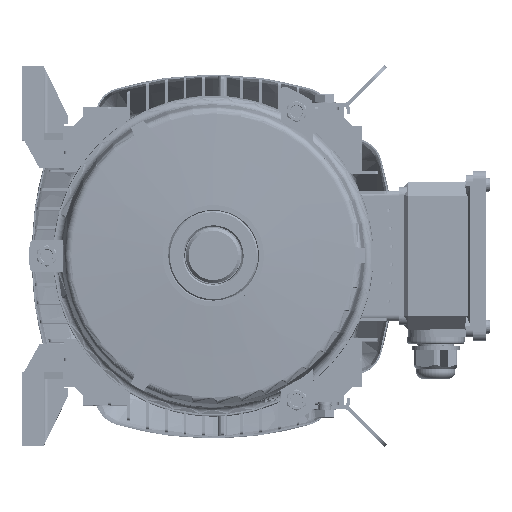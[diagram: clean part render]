
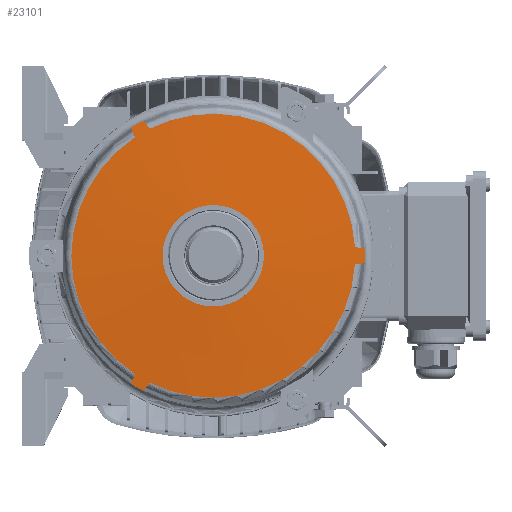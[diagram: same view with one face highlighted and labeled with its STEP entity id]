
A CAD part, top view. The second image highlights one B-rep face of the part: STEP entity #23101.
In plain terms, the highlighted conical face has half-angle 87 degrees and reference radius 35 mm.
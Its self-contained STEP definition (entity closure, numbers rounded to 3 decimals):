
#21227=FACE_BOUND('',#33088,.T.);
#21228=FACE_BOUND('',#33089,.T.);
#23101=ADVANCED_FACE('',(#21227,#21228),#28230,.T.);
#28230=CONICAL_SURFACE('',#96662,35.,87.);
#33088=EDGE_LOOP('',(#41727,#41728,#41729,#41730,#41731,#41732,#41733,#41734,
#41735,#41736,#41737,#41738));
#33089=EDGE_LOOP('',(#41739));
#39387=B_SPLINE_CURVE_WITH_KNOTS('',3,(#131819,#131820,#131821,#131822),
 .UNSPECIFIED.,.F.,.F.,(4,4),(0.,1.),.UNSPECIFIED.);
#39388=B_SPLINE_CURVE_WITH_KNOTS('',3,(#131826,#131827,#131828,#131829),
 .UNSPECIFIED.,.F.,.F.,(4,4),(0.,1.),.UNSPECIFIED.);
#39389=B_SPLINE_CURVE_WITH_KNOTS('',3,(#131830,#131831,#131832,#131833),
 .UNSPECIFIED.,.F.,.F.,(4,4),(0.,1.),.UNSPECIFIED.);
#39390=B_SPLINE_CURVE_WITH_KNOTS('',3,(#131837,#131838,#131839,#131840),
 .UNSPECIFIED.,.F.,.F.,(4,4),(0.,1.),.UNSPECIFIED.);
#39391=B_SPLINE_CURVE_WITH_KNOTS('',3,(#131841,#131842,#131843,#131844),
 .UNSPECIFIED.,.F.,.F.,(4,4),(0.,1.),.UNSPECIFIED.);
#39392=B_SPLINE_CURVE_WITH_KNOTS('',3,(#131848,#131849,#131850,#131851),
 .UNSPECIFIED.,.F.,.F.,(4,4),(0.,1.),.UNSPECIFIED.);
#41727=ORIENTED_EDGE('',*,*,#78807,.F.);
#41728=ORIENTED_EDGE('',*,*,#78984,.T.);
#41729=ORIENTED_EDGE('',*,*,#78985,.T.);
#41730=ORIENTED_EDGE('',*,*,#78986,.F.);
#41731=ORIENTED_EDGE('',*,*,#78802,.F.);
#41732=ORIENTED_EDGE('',*,*,#78987,.T.);
#41733=ORIENTED_EDGE('',*,*,#78988,.T.);
#41734=ORIENTED_EDGE('',*,*,#78989,.F.);
#41735=ORIENTED_EDGE('',*,*,#78805,.F.);
#41736=ORIENTED_EDGE('',*,*,#78990,.T.);
#41737=ORIENTED_EDGE('',*,*,#78991,.T.);
#41738=ORIENTED_EDGE('',*,*,#78992,.F.);
#41739=ORIENTED_EDGE('',*,*,#78983,.T.);
#69377=VERTEX_POINT('',#130777);
#69378=VERTEX_POINT('',#130784);
#69379=VERTEX_POINT('',#130793);
#69380=VERTEX_POINT('',#130800);
#69381=VERTEX_POINT('',#130809);
#69382=VERTEX_POINT('',#130811);
#69521=VERTEX_POINT('',#131817);
#69522=VERTEX_POINT('',#131823);
#69523=VERTEX_POINT('',#131825);
#69524=VERTEX_POINT('',#131834);
#69525=VERTEX_POINT('',#131836);
#69526=VERTEX_POINT('',#131845);
#69527=VERTEX_POINT('',#131847);
#78802=EDGE_CURVE('',#69378,#69377,#92732,.T.);
#78805=EDGE_CURVE('',#69380,#69379,#92733,.T.);
#78807=EDGE_CURVE('',#69381,#69382,#92734,.T.);
#78983=EDGE_CURVE('',#69521,#69521,#92801,.T.);
#78984=EDGE_CURVE('',#69381,#69522,#39387,.T.);
#78985=EDGE_CURVE('',#69522,#69523,#92802,.T.);
#78986=EDGE_CURVE('',#69377,#69523,#39388,.T.);
#78987=EDGE_CURVE('',#69378,#69524,#39389,.T.);
#78988=EDGE_CURVE('',#69524,#69525,#92803,.T.);
#78989=EDGE_CURVE('',#69379,#69525,#39390,.T.);
#78990=EDGE_CURVE('',#69380,#69526,#39391,.T.);
#78991=EDGE_CURVE('',#69526,#69527,#92804,.T.);
#78992=EDGE_CURVE('',#69382,#69527,#39392,.T.);
#92732=CIRCLE('',#96539,97.948);
#92733=CIRCLE('',#96541,97.948);
#92734=CIRCLE('',#96543,97.948);
#92801=CIRCLE('',#96657,35.);
#92802=CIRCLE('',#96659,105.);
#92803=CIRCLE('',#96660,105.);
#92804=CIRCLE('',#96661,105.);
#96539=AXIS2_PLACEMENT_3D('',#130785,#105318,#105319);
#96541=AXIS2_PLACEMENT_3D('',#130801,#105322,#105323);
#96543=AXIS2_PLACEMENT_3D('',#130810,#105326,#105327);
#96657=AXIS2_PLACEMENT_3D('',#131816,#105572,#105573);
#96659=AXIS2_PLACEMENT_3D('',#131824,#105576,#105577);
#96660=AXIS2_PLACEMENT_3D('',#131835,#105578,#105579);
#96661=AXIS2_PLACEMENT_3D('',#131846,#105580,#105581);
#96662=AXIS2_PLACEMENT_3D('',#131852,#105582,#105583);
#105318=DIRECTION('',(0.,0.,-1.));
#105319=DIRECTION('',(0.,-1.,0.));
#105322=DIRECTION('',(0.,0.,-1.));
#105323=DIRECTION('',(0.,-1.,0.));
#105326=DIRECTION('',(0.,0.,-1.));
#105327=DIRECTION('',(0.,-1.,0.));
#105572=DIRECTION('',(0.,0.,-1.));
#105573=DIRECTION('',(0.,-1.,0.));
#105576=DIRECTION('',(0.,0.,1.));
#105577=DIRECTION('',(-0.866,0.5,0.));
#105578=DIRECTION('',(0.,0.,1.));
#105579=DIRECTION('',(0.,-1.,0.));
#105580=DIRECTION('',(0.,0.,1.));
#105581=DIRECTION('',(0.866,0.5,0.));
#105582=DIRECTION('',(0.,0.,-1.));
#105583=DIRECTION('',(0.,-1.,0.));
#130777=CARTESIAN_POINT('',(-43.686,-87.666,273.701));
#130784=CARTESIAN_POINT('',(97.764,-6.,273.701));
#130785=CARTESIAN_POINT('',(0.,0.,273.701));
#130793=CARTESIAN_POINT('',(97.764,6.,273.701));
#130800=CARTESIAN_POINT('',(-43.686,87.666,273.701));
#130801=CARTESIAN_POINT('',(0.,0.,273.701));
#130809=CARTESIAN_POINT('',(-54.078,-81.666,273.701));
#130810=CARTESIAN_POINT('',(0.,0.,273.701));
#130811=CARTESIAN_POINT('',(-54.078,81.666,273.701));
#131816=CARTESIAN_POINT('',(0.,0.,277.));
#131817=CARTESIAN_POINT('',(0.,-35.,277.));
#131819=CARTESIAN_POINT('',(-54.078,-81.666,273.701));
#131820=CARTESIAN_POINT('',(-54.975,-83.887,273.578));
#131821=CARTESIAN_POINT('',(-55.873,-86.108,273.455));
#131822=CARTESIAN_POINT('',(-56.771,-88.33,273.331));
#131823=CARTESIAN_POINT('',(-56.771,-88.33,273.331));
#131824=CARTESIAN_POINT('',(0.,0.,273.331));
#131825=CARTESIAN_POINT('',(-48.11,-93.33,273.331));
#131826=CARTESIAN_POINT('',(-43.686,-87.666,273.701));
#131827=CARTESIAN_POINT('',(-45.161,-89.554,273.578));
#131828=CARTESIAN_POINT('',(-46.635,-91.442,273.455));
#131829=CARTESIAN_POINT('',(-48.11,-93.33,273.331));
#131830=CARTESIAN_POINT('',(97.764,-6.,273.701));
#131831=CARTESIAN_POINT('',(100.136,-5.667,273.578));
#131832=CARTESIAN_POINT('',(102.508,-5.333,273.455));
#131833=CARTESIAN_POINT('',(104.881,-5.,273.331));
#131834=CARTESIAN_POINT('',(104.881,-5.,273.331));
#131835=CARTESIAN_POINT('',(0.,0.,273.331));
#131836=CARTESIAN_POINT('',(104.881,5.,273.331));
#131837=CARTESIAN_POINT('',(97.764,6.,273.701));
#131838=CARTESIAN_POINT('',(100.136,5.667,273.578));
#131839=CARTESIAN_POINT('',(102.508,5.333,273.455));
#131840=CARTESIAN_POINT('',(104.881,5.,273.331));
#131841=CARTESIAN_POINT('',(-43.686,87.666,273.701));
#131842=CARTESIAN_POINT('',(-45.161,89.554,273.578));
#131843=CARTESIAN_POINT('',(-46.635,91.442,273.455));
#131844=CARTESIAN_POINT('',(-48.11,93.33,273.331));
#131845=CARTESIAN_POINT('',(-48.11,93.33,273.331));
#131846=CARTESIAN_POINT('',(0.,0.,
273.331));
#131847=CARTESIAN_POINT('',(-56.771,88.33,273.331));
#131848=CARTESIAN_POINT('',(-54.078,81.666,273.701));
#131849=CARTESIAN_POINT('',(-54.975,83.887,273.578));
#131850=CARTESIAN_POINT('',(-55.873,86.108,273.455));
#131851=CARTESIAN_POINT('',(-56.771,88.33,273.331));
#131852=CARTESIAN_POINT('',(0.,0.,277.));
